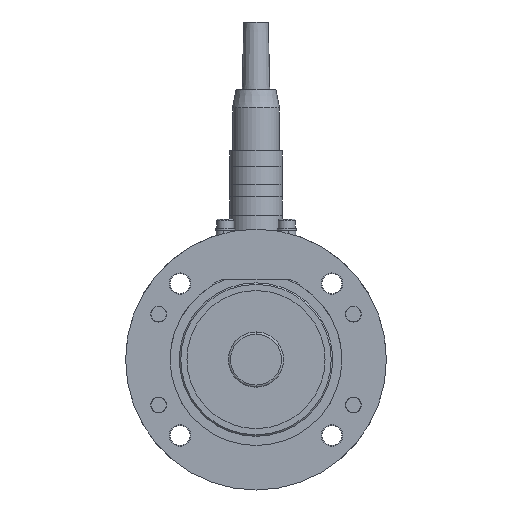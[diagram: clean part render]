
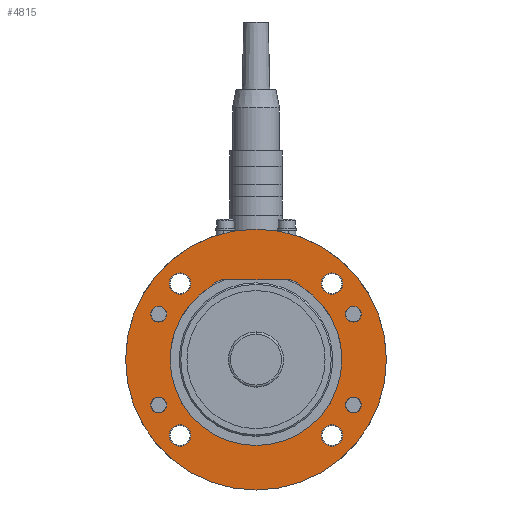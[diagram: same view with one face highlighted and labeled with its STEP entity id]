
A CAD part, left-side view. The second image highlights one B-rep face of the part: STEP entity #4815.
In plain terms, the highlighted face is planar.
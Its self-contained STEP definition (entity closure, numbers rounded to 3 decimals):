
#4069=CARTESIAN_POINT('',(0.0,7.475,47.5));
#4070=VERTEX_POINT('',#4069);
#4086=CARTESIAN_POINT('',(0.,7.475,-37.5));
#4087=VERTEX_POINT('',#4086);
#4094=CARTESIAN_POINT('',(0.0,7.475,5.0));
#4095=DIRECTION('',(0.0,-1.0,0.0));
#4096=DIRECTION('',(0.0,0.0,1.0));
#4097=AXIS2_PLACEMENT_3D('',#4094,#4095,#4096);
#4098=CIRCLE('',#4097,42.5);
#4099=EDGE_CURVE('',#4087,#4070,#4098,.T.);
#4111=CARTESIAN_POINT('',(24.749,7.475,26.249));
#4112=VERTEX_POINT('',#4111);
#4128=CARTESIAN_POINT('',(24.749,7.475,33.249));
#4129=VERTEX_POINT('',#4128);
#4136=CARTESIAN_POINT('',(24.749,7.475,29.749));
#4137=DIRECTION('',(0.0,-1.0,0.0));
#4138=DIRECTION('',(0.0,0.0,-1.0));
#4139=AXIS2_PLACEMENT_3D('',#4136,#4137,#4138);
#4140=CIRCLE('',#4139,3.5);
#4141=EDGE_CURVE('',#4112,#4129,#4140,.T.);
#4153=CARTESIAN_POINT('',(-21.249,7.475,29.749));
#4154=VERTEX_POINT('',#4153);
#4170=CARTESIAN_POINT('',(-28.249,7.475,29.749));
#4171=VERTEX_POINT('',#4170);
#4178=CARTESIAN_POINT('',(-24.749,7.475,29.749));
#4179=DIRECTION('',(0.0,-1.0,0.0));
#4180=DIRECTION('',(1.0,0.0,0.0));
#4181=AXIS2_PLACEMENT_3D('',#4178,#4179,#4180);
#4182=CIRCLE('',#4181,3.5);
#4183=EDGE_CURVE('',#4154,#4171,#4182,.T.);
#4195=CARTESIAN_POINT('',(-24.749,7.475,-16.249));
#4196=VERTEX_POINT('',#4195);
#4212=CARTESIAN_POINT('',(-24.749,7.475,-23.249));
#4213=VERTEX_POINT('',#4212);
#4220=CARTESIAN_POINT('',(-24.749,7.475,-19.749));
#4221=DIRECTION('',(0.0,-1.0,0.0));
#4222=DIRECTION('',(0.0,0.0,1.0));
#4223=AXIS2_PLACEMENT_3D('',#4220,#4221,#4222);
#4224=CIRCLE('',#4223,3.5);
#4225=EDGE_CURVE('',#4196,#4213,#4224,.T.);
#4237=CARTESIAN_POINT('',(21.249,7.475,-19.749));
#4238=VERTEX_POINT('',#4237);
#4254=CARTESIAN_POINT('',(28.249,7.475,-19.749));
#4255=VERTEX_POINT('',#4254);
#4262=CARTESIAN_POINT('',(24.749,7.475,-19.749));
#4263=DIRECTION('',(0.0,-1.0,0.0));
#4264=DIRECTION('',(-1.0,0.0,0.0));
#4265=AXIS2_PLACEMENT_3D('',#4262,#4263,#4264);
#4266=CIRCLE('',#4265,3.5);
#4267=EDGE_CURVE('',#4238,#4255,#4266,.T.);
#4279=CARTESIAN_POINT('',(-31.721,7.475,17.215));
#4280=VERTEX_POINT('',#4279);
#4296=CARTESIAN_POINT('',(-31.721,7.475,22.368));
#4297=VERTEX_POINT('',#4296);
#4304=CARTESIAN_POINT('',(-31.721,7.475,19.792));
#4305=DIRECTION('',(0.0,-1.0,0.0));
#4306=DIRECTION('',(0.0,0.0,-1.0));
#4307=AXIS2_PLACEMENT_3D('',#4304,#4305,#4306);
#4308=CIRCLE('',#4307,2.577);
#4309=EDGE_CURVE('',#4280,#4297,#4308,.T.);
#4321=CARTESIAN_POINT('',(31.719,7.475,17.215));
#4322=VERTEX_POINT('',#4321);
#4338=CARTESIAN_POINT('',(31.719,7.475,22.368));
#4339=VERTEX_POINT('',#4338);
#4346=CARTESIAN_POINT('',(31.719,7.475,19.792));
#4347=DIRECTION('',(0.0,-1.0,0.0));
#4348=DIRECTION('',(0.0,0.0,-1.0));
#4349=AXIS2_PLACEMENT_3D('',#4346,#4347,#4348);
#4350=CIRCLE('',#4349,2.577);
#4351=EDGE_CURVE('',#4322,#4339,#4350,.T.);
#4363=CARTESIAN_POINT('',(-31.721,7.475,-12.365));
#4364=VERTEX_POINT('',#4363);
#4380=CARTESIAN_POINT('',(-31.721,7.475,-7.212));
#4381=VERTEX_POINT('',#4380);
#4388=CARTESIAN_POINT('',(-31.721,7.475,-9.788));
#4389=DIRECTION('',(0.0,-1.0,0.0));
#4390=DIRECTION('',(0.0,0.0,-1.0));
#4391=AXIS2_PLACEMENT_3D('',#4388,#4389,#4390);
#4392=CIRCLE('',#4391,2.577);
#4393=EDGE_CURVE('',#4364,#4381,#4392,.T.);
#4405=CARTESIAN_POINT('',(31.719,7.475,-12.365));
#4406=VERTEX_POINT('',#4405);
#4422=CARTESIAN_POINT('',(31.719,7.475,-7.212));
#4423=VERTEX_POINT('',#4422);
#4430=CARTESIAN_POINT('',(31.719,7.475,-9.788));
#4431=DIRECTION('',(0.0,-1.0,0.0));
#4432=DIRECTION('',(0.0,0.0,-1.0));
#4433=AXIS2_PLACEMENT_3D('',#4430,#4431,#4432);
#4434=CIRCLE('',#4433,2.577);
#4435=EDGE_CURVE('',#4406,#4423,#4434,.T.);
#4446=CARTESIAN_POINT('',(31.719,7.475,-9.788));
#4447=DIRECTION('',(0.0,-1.0,0.0));
#4448=DIRECTION('',(0.0,0.0,-1.0));
#4449=AXIS2_PLACEMENT_3D('',#4446,#4447,#4448);
#4450=CIRCLE('',#4449,2.577);
#4451=EDGE_CURVE('',#4423,#4406,#4450,.T.);
#4470=CARTESIAN_POINT('',(-31.721,7.475,-9.788));
#4471=DIRECTION('',(0.0,-1.0,0.0));
#4472=DIRECTION('',(0.0,0.0,-1.0));
#4473=AXIS2_PLACEMENT_3D('',#4470,#4471,#4472);
#4474=CIRCLE('',#4473,2.577);
#4475=EDGE_CURVE('',#4381,#4364,#4474,.T.);
#4494=CARTESIAN_POINT('',(31.719,7.475,19.792));
#4495=DIRECTION('',(0.0,-1.0,0.0));
#4496=DIRECTION('',(0.0,0.0,-1.0));
#4497=AXIS2_PLACEMENT_3D('',#4494,#4495,#4496);
#4498=CIRCLE('',#4497,2.577);
#4499=EDGE_CURVE('',#4339,#4322,#4498,.T.);
#4518=CARTESIAN_POINT('',(-31.721,7.475,19.792));
#4519=DIRECTION('',(0.0,-1.0,0.0));
#4520=DIRECTION('',(0.0,0.0,-1.0));
#4521=AXIS2_PLACEMENT_3D('',#4518,#4519,#4520);
#4522=CIRCLE('',#4521,2.577);
#4523=EDGE_CURVE('',#4297,#4280,#4522,.T.);
#4541=CARTESIAN_POINT('',(10.5,7.475,31.0));
#4542=VERTEX_POINT('',#4541);
#4543=CARTESIAN_POINT('',(-10.5,7.475,31.0));
#4544=VERTEX_POINT('',#4543);
#4545=CARTESIAN_POINT('',(10.5,7.475,31.0));
#4546=DIRECTION('',(-1.0,0.0,0.0));
#4547=VECTOR('',#4546,21.0);
#4548=LINE('',#4545,#4547);
#4549=EDGE_CURVE('',#4542,#4544,#4548,.T.);
#4581=CARTESIAN_POINT('',(-14.562,7.475,28.915));
#4582=VERTEX_POINT('',#4581);
#4583=CARTESIAN_POINT('',(-10.5,7.475,26.0));
#4584=DIRECTION('',(0.0,-1.0,0.0));
#4585=DIRECTION('',(1.0,0.0,0.0));
#4586=AXIS2_PLACEMENT_3D('',#4583,#4584,#4585);
#4587=CIRCLE('',#4586,5.0);
#4588=EDGE_CURVE('',#4544,#4582,#4587,.T.);
#4614=CARTESIAN_POINT('',(14.562,7.475,28.915));
#4615=VERTEX_POINT('',#4614);
#4616=CARTESIAN_POINT('',(0.0,7.475,5.0));
#4617=DIRECTION('',(0.0,-1.0,0.0));
#4618=DIRECTION('',(1.0,0.0,0.0));
#4619=AXIS2_PLACEMENT_3D('',#4616,#4617,#4618);
#4620=CIRCLE('',#4619,28.0);
#4621=EDGE_CURVE('',#4582,#4615,#4620,.T.);
#4647=CARTESIAN_POINT('',(10.5,7.475,26.0));
#4648=DIRECTION('',(0.0,-1.0,0.0));
#4649=DIRECTION('',(1.0,0.0,0.0));
#4650=AXIS2_PLACEMENT_3D('',#4647,#4648,#4649);
#4651=CIRCLE('',#4650,5.0);
#4652=EDGE_CURVE('',#4615,#4542,#4651,.T.);
#4672=CARTESIAN_POINT('',(24.749,7.475,-19.749));
#4673=DIRECTION('',(0.0,-1.0,0.0));
#4674=DIRECTION('',(-1.0,0.0,0.0));
#4675=AXIS2_PLACEMENT_3D('',#4672,#4673,#4674);
#4676=CIRCLE('',#4675,3.5);
#4677=EDGE_CURVE('',#4255,#4238,#4676,.T.);
#4696=CARTESIAN_POINT('',(-24.749,7.475,-19.749));
#4697=DIRECTION('',(0.0,-1.0,0.0));
#4698=DIRECTION('',(0.0,0.0,1.0));
#4699=AXIS2_PLACEMENT_3D('',#4696,#4697,#4698);
#4700=CIRCLE('',#4699,3.5);
#4701=EDGE_CURVE('',#4213,#4196,#4700,.T.);
#4720=CARTESIAN_POINT('',(-24.749,7.475,29.749));
#4721=DIRECTION('',(0.0,-1.0,0.0));
#4722=DIRECTION('',(1.0,0.0,0.0));
#4723=AXIS2_PLACEMENT_3D('',#4720,#4721,#4722);
#4724=CIRCLE('',#4723,3.5);
#4725=EDGE_CURVE('',#4171,#4154,#4724,.T.);
#4744=CARTESIAN_POINT('',(24.749,7.475,29.749));
#4745=DIRECTION('',(0.0,-1.0,0.0));
#4746=DIRECTION('',(0.0,0.0,-1.0));
#4747=AXIS2_PLACEMENT_3D('',#4744,#4745,#4746);
#4748=CIRCLE('',#4747,3.5);
#4749=EDGE_CURVE('',#4129,#4112,#4748,.T.);
#4762=CARTESIAN_POINT('',(0.0,7.475,38.75));
#4763=DIRECTION('',(0.0,1.0,0.0));
#4764=DIRECTION('',(0.0,0.0,1.0));
#4765=AXIS2_PLACEMENT_3D('',#4762,#4763,#4764);
#4766=PLANE('',#4765);
#4767=CARTESIAN_POINT('',(0.0,7.475,5.0));
#4768=DIRECTION('',(0.0,-1.0,0.0));
#4769=DIRECTION('',(0.0,0.0,1.0));
#4770=AXIS2_PLACEMENT_3D('',#4767,#4768,#4769);
#4771=CIRCLE('',#4770,42.5);
#4772=EDGE_CURVE('',#4070,#4087,#4771,.T.);
#4773=ORIENTED_EDGE('',*,*,#4772,.F.);
#4774=ORIENTED_EDGE('',*,*,#4099,.F.);
#4775=EDGE_LOOP('',(#4773,#4774));
#4776=FACE_OUTER_BOUND('',#4775,.T.);
#4777=ORIENTED_EDGE('',*,*,#4451,.T.);
#4778=ORIENTED_EDGE('',*,*,#4435,.T.);
#4779=EDGE_LOOP('',(#4777,#4778));
#4780=FACE_BOUND('',#4779,.T.);
#4781=ORIENTED_EDGE('',*,*,#4475,.T.);
#4782=ORIENTED_EDGE('',*,*,#4393,.T.);
#4783=EDGE_LOOP('',(#4781,#4782));
#4784=FACE_BOUND('',#4783,.T.);
#4785=ORIENTED_EDGE('',*,*,#4499,.T.);
#4786=ORIENTED_EDGE('',*,*,#4351,.T.);
#4787=EDGE_LOOP('',(#4785,#4786));
#4788=FACE_BOUND('',#4787,.T.);
#4789=ORIENTED_EDGE('',*,*,#4523,.T.);
#4790=ORIENTED_EDGE('',*,*,#4309,.T.);
#4791=EDGE_LOOP('',(#4789,#4790));
#4792=FACE_BOUND('',#4791,.T.);
#4793=ORIENTED_EDGE('',*,*,#4621,.T.);
#4794=ORIENTED_EDGE('',*,*,#4652,.T.);
#4795=ORIENTED_EDGE('',*,*,#4549,.T.);
#4796=ORIENTED_EDGE('',*,*,#4588,.T.);
#4797=EDGE_LOOP('',(#4793,#4794,#4795,#4796));
#4798=FACE_BOUND('',#4797,.T.);
#4799=ORIENTED_EDGE('',*,*,#4677,.T.);
#4800=ORIENTED_EDGE('',*,*,#4267,.T.);
#4801=EDGE_LOOP('',(#4799,#4800));
#4802=FACE_BOUND('',#4801,.T.);
#4803=ORIENTED_EDGE('',*,*,#4701,.T.);
#4804=ORIENTED_EDGE('',*,*,#4225,.T.);
#4805=EDGE_LOOP('',(#4803,#4804));
#4806=FACE_BOUND('',#4805,.T.);
#4807=ORIENTED_EDGE('',*,*,#4725,.T.);
#4808=ORIENTED_EDGE('',*,*,#4183,.T.);
#4809=EDGE_LOOP('',(#4807,#4808));
#4810=FACE_BOUND('',#4809,.T.);
#4811=ORIENTED_EDGE('',*,*,#4749,.T.);
#4812=ORIENTED_EDGE('',*,*,#4141,.T.);
#4813=EDGE_LOOP('',(#4811,#4812));
#4814=FACE_BOUND('',#4813,.T.);
#4815=ADVANCED_FACE('',(#4776,#4780,#4784,#4788,#4792,#4798,#4802,#4806,#4810,#4814),#4766,.T.);
